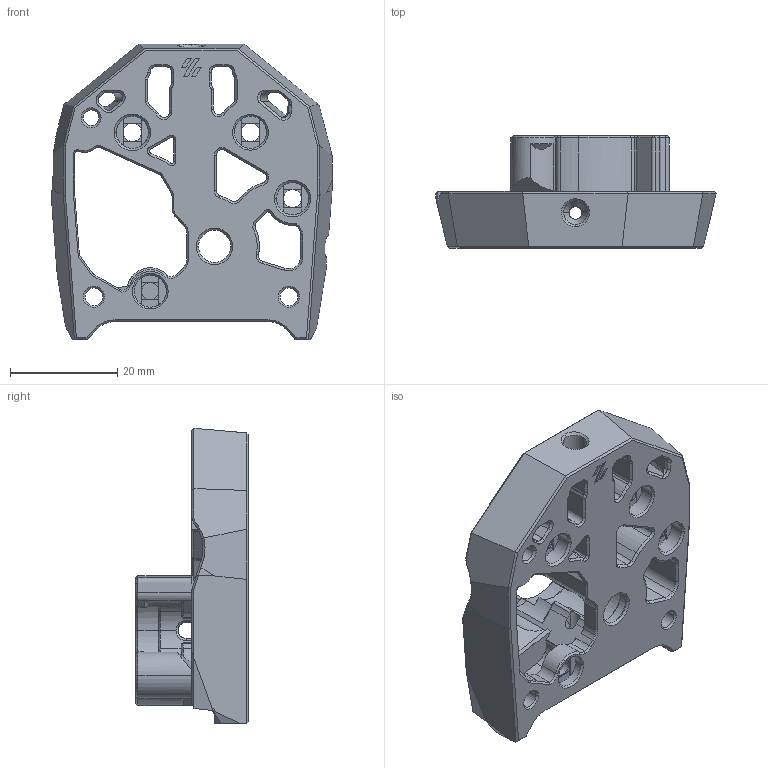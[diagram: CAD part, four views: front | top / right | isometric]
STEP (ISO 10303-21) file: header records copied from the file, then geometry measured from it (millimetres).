
FILE_DESCRIPTION (( 'STEP AP214' ), '1' );
FILE_NAME ('tinyCW2前体.STEP', '2023-10-26T15:18:26', ( '' ), ( '' ), 'SwSTEP 2.0', 'SolidWorks 2022', '' );
FILE_SCHEMA (( 'AUTOMOTIVE_DESIGN' ));
Length unit declared in the file: millimetre
Products named in the file (1): tinyCW2前体
Bounding box: 52.19 x 20.96 x 55.01 mm (x, y, z)
Volume: 17684.7 mm3; surface area: 10741.4 mm2
Topology: 1 solids, 2 shells, 816 faces, 2073 edges, 1262 vertices
Faces by surface type: plane 333, cone 217, cylinder 189, bspline 75, torus 2
Entity records: 26395 total; most frequent: CARTESIAN_POINT 7105, ORIENTED_EDGE 4142, DIRECTION 3856, EDGE_CURVE 2071, AXIS2_PLACEMENT_3D 1304, VERTEX_POINT 1262, VECTOR 1248, LINE 1248
